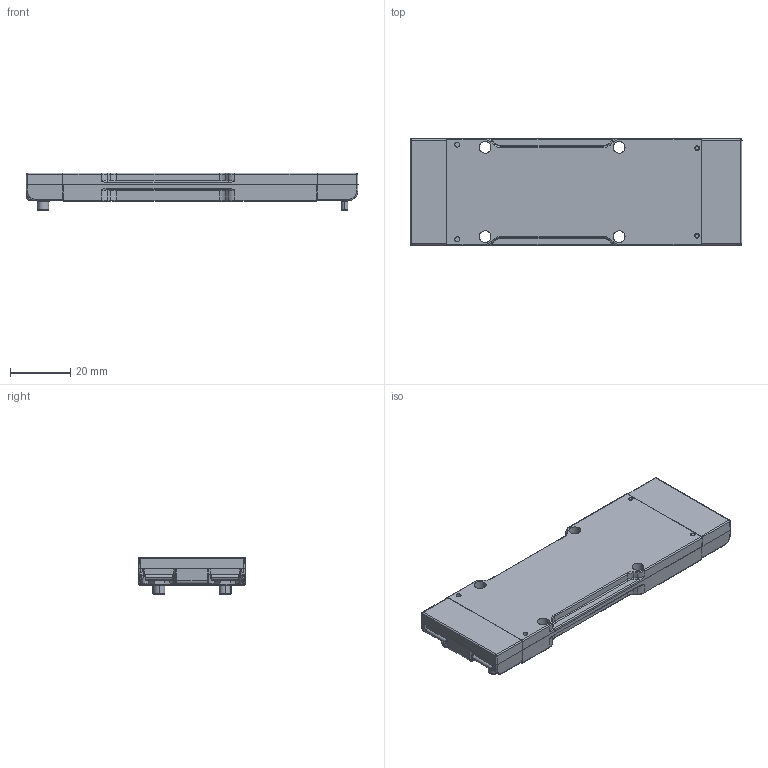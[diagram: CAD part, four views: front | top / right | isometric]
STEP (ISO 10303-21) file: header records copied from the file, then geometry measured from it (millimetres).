
FILE_DESCRIPTION (( 'STEP AP214' ), '1' );
FILE_NAME ('VIA_4414_shortpin_without_comm.STEP', '2020-12-08T15:08:29', ( '' ), ( '' ), 'SwSTEP 2.0', 'SolidWorks 2017', '' );
FILE_SCHEMA (( 'AUTOMOTIVE_DESIGN' ));
Length unit declared in the file: millimetre
Products named in the file (1): VIA_4414_shortpin_without_comm
Bounding box: 110.55 x 35.54 x 12.6 mm (x, y, z)
Volume: 33543.5 mm3; surface area: 23715.6 mm2
Topology: 28 solids, 34 shells, 1463 faces, 3788 edges, 2394 vertices
Faces by surface type: cylinder 564, plane 401, cone 314, bspline 152, torus 32
Entity records: 97013 total; most frequent: CARTESIAN_POINT 47400, ORIENTED_EDGE 7554, DIRECTION 6341, EDGE_CURVE 3777, VERTEX_POINT 2388, AXIS2_PLACEMENT_3D 2384, LINE 1573, VECTOR 1573
